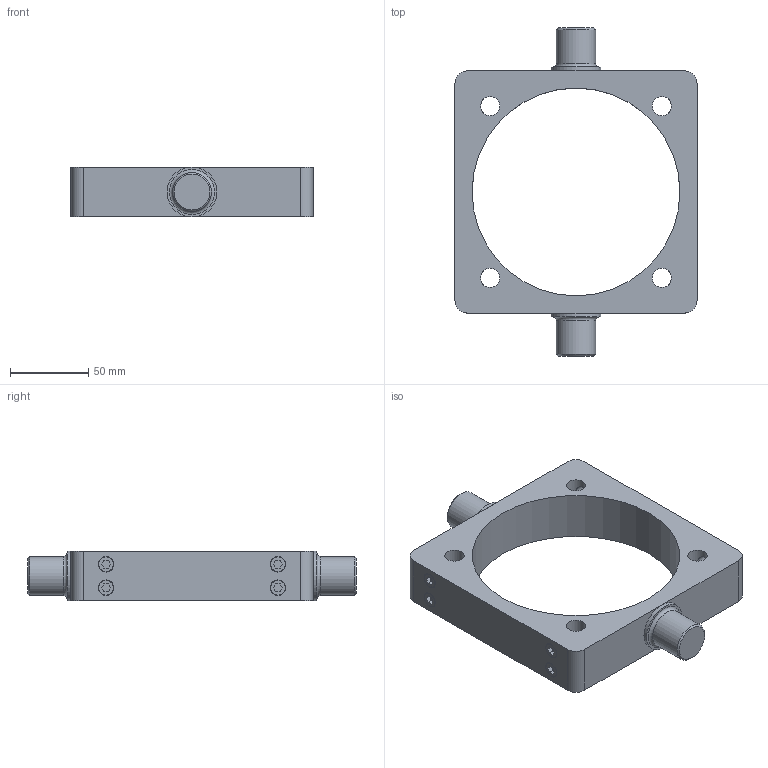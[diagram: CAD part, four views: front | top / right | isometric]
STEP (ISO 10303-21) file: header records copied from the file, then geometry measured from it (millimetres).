
FILE_DESCRIPTION((''),'2;1');
FILE_NAME('CERI125XR.stp','2014-09-25T15:27:29',('pc6'),(''),'Autodesk Inventor 2011','Autodesk Inventor 2011','');
FILE_SCHEMA(('AUTOMOTIVE_DESIGN { 1 0 10303 214 1 1 1 1 }'));
Length unit declared in the file: millimetre
Products named in the file (3): CERI125XR; CERI125XR_1; GRM1014
Assembly tree (9 placements, depth 2):
  CERI125XR
    CERI125XR_1
    GRM1014  x8
Bounding box: 155 x 210 x 32 mm (x, y, z)
Volume: 334896.4 mm3; surface area: 67944.2 mm2
Topology: 9 solids, 9 shells, 157 faces, 371 edges, 238 vertices
Faces by surface type: plane 84, cone 42, cylinder 29, torus 2
Full cylindrical faces by diameter (mm): 8.376 x8, 10 x8, 12.25 x4, 25 x2, 32 x2, 133 x1
Entity records: 2394 total; most frequent: CARTESIAN_POINT 687, DIRECTION 344, ORIENTED_EDGE 276, AXIS2_PLACEMENT_3D 153, EDGE_CURVE 138, EDGE_LOOP 134, VERTEX_POINT 104, FACE_OUTER_BOUND 73
